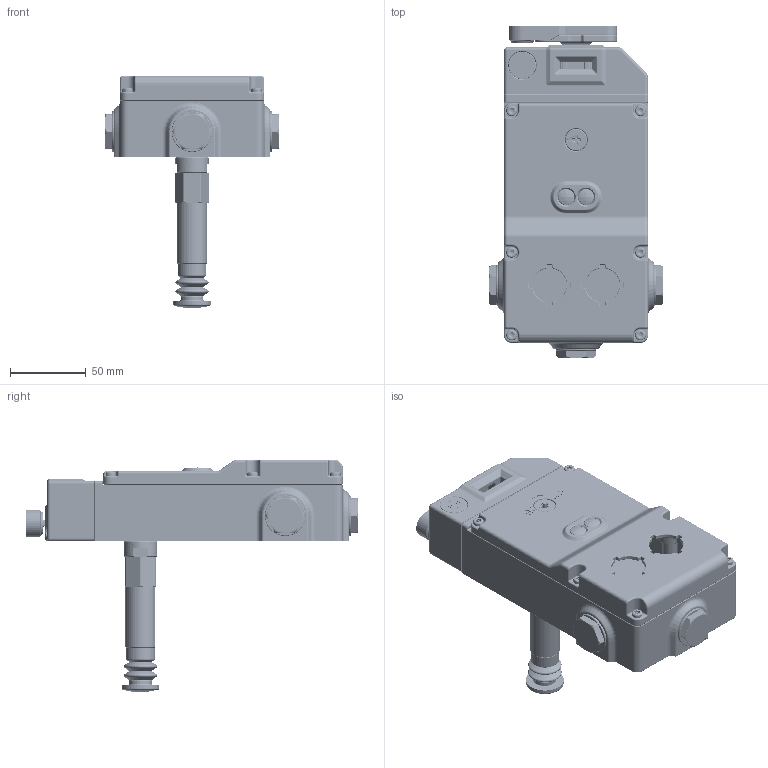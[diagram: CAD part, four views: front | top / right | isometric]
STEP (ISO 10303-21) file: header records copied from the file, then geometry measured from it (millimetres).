
FILE_DESCRIPTION (( 'STEP AP203' ), '1' );
FILE_NAME ('525002 UGB2-KLTM-RFID-RR (with Manual Override).STEP', '2023-07-11T13:32:37', ( '' ), ( '' ), 'SwSTEP 2.0', 'SolidWorks 2021', '' );
FILE_SCHEMA (( 'CONFIG_CONTROL_DESIGN' ));
Products named in the file (1): 525002 UGB2-KLTM-RFID-RR (with Manual Override)
Bounding box: 115 x 219 x 153.6 mm (x, y, z)
Volume: 312118.2 mm3; surface area: 193807.1 mm2
Topology: 29 solids, 29 shells, 5248 faces, 12407 edges, 7126 vertices
Faces by surface type: cylinder 2134, plane 1157, torus 1047, cone 369, bspline 361, sphere 180
Entity records: 160496 total; most frequent: CARTESIAN_POINT 41112, DIRECTION 26837, ORIENTED_EDGE 24306, EDGE_CURVE 12153, AXIS2_PLACEMENT_3D 11120, VERTEX_POINT 7114, CIRCLE 6232, EDGE_LOOP 5493
